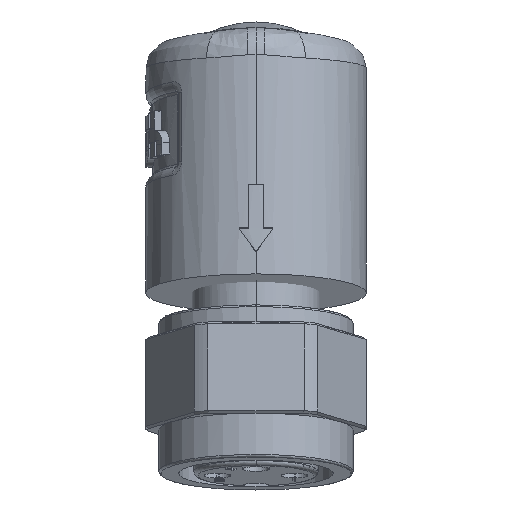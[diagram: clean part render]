
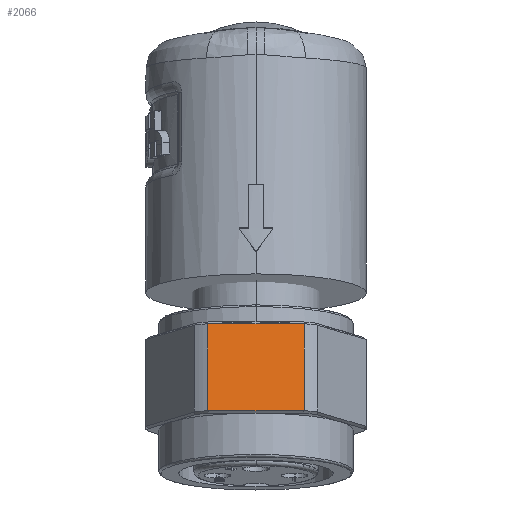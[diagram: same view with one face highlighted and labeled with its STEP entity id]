
A CAD part, front view. The second image highlights one B-rep face of the part: STEP entity #2066.
In plain terms, the highlighted planar face has unit normal (0, -0.985, 0.174).
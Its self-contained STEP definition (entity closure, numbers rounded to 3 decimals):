
#2066=ADVANCED_FACE('',(#4414),#4415,.F.);
#2532=EDGE_CURVE('',#5094,#5095,#5096,.T.);
#2544=EDGE_CURVE('',#5112,#5109,#5113,.T.);
#2646=EDGE_CURVE('',#5094,#5112,#5233,.T.);
#2648=EDGE_CURVE('',#5109,#5095,#5235,.T.);
#4414=FACE_OUTER_BOUND('',#48700,.T.);
#4415=PLANE('',#48701);
#5094=VERTEX_POINT('',#49705);
#5095=VERTEX_POINT('',#49706);
#5096=LINE('',#49707,#49708);
#5109=VERTEX_POINT('',#49728);
#5112=VERTEX_POINT('',#49732);
#5113=LINE('',#49733,#49734);
#5233=LINE('',#49993,#49994);
#5235=LINE('',#49997,#49998);
#48700=EDGE_LOOP('',(#54585,#54586,#54587,#54588));
#48701=AXIS2_PLACEMENT_3D('',#54589,#54590,#54591);
#49705=CARTESIAN_POINT('',(2.179,-6.116,-8.775));
#49706=CARTESIAN_POINT('',(2.179,-6.81,-12.714));
#49707=CARTESIAN_POINT('',(2.179,-6.116,-8.775));
#49708=VECTOR('',#55471,4.0);
#49728=CARTESIAN_POINT('',(-2.179,-6.81,-12.714));
#49732=CARTESIAN_POINT('',(-2.179,-6.116,-8.775));
#49733=CARTESIAN_POINT('',(-2.179,-6.116,-8.775));
#49734=VECTOR('',#55483,4.0);
#49993=CARTESIAN_POINT('',(2.179,-6.116,-8.775));
#49994=VECTOR('',#55543,4.359);
#49997=CARTESIAN_POINT('',(-2.179,-6.81,-12.714));
#49998=VECTOR('',#55544,4.359);
#54585=ORIENTED_EDGE('',*,*,#2544,.T.);
#54586=ORIENTED_EDGE('',*,*,#2648,.T.);
#54587=ORIENTED_EDGE('',*,*,#2532,.F.);
#54588=ORIENTED_EDGE('',*,*,#2646,.T.);
#54589=CARTESIAN_POINT('',(2.179,-6.098,-8.677));
#54590=DIRECTION('',(0.0,0.985,-0.174));
#54591=DIRECTION('',(0.0,-0.174,-0.985));
#55471=DIRECTION('',(0.0,-0.174,-0.985));
#55483=DIRECTION('',(0.0,-0.174,-0.985));
#55543=DIRECTION('',(-1.0,0.0,0.0));
#55544=DIRECTION('',(1.0,0.0,0.0));
